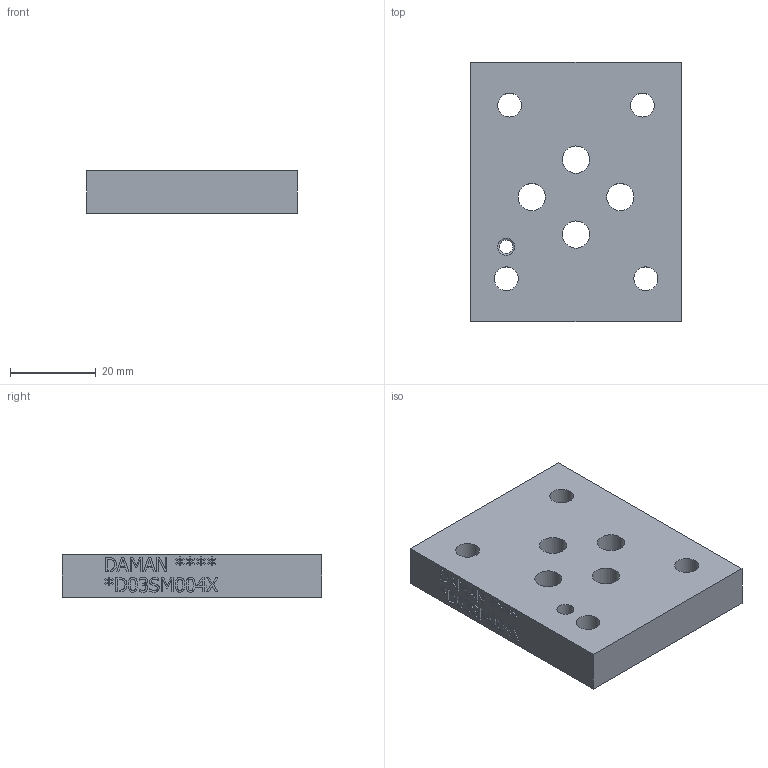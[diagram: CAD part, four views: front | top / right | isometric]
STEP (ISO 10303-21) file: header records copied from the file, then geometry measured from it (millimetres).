
FILE_DESCRIPTION(/* description */ (''),/* implementation_level */ '2;1');
FILE_NAME(/* name */ '_D03SM004X.stp',/* time_stamp */ '2020-08-17T15:14:29-04:00',/* author */ ('stevenb'),/* organization */ (''),/* preprocessor_version */ 'ST-DEVELOPER v17',/* originating_system */ 'Autodesk Inventor 2019',/* authorisation */ '');
FILE_SCHEMA (('AUTOMOTIVE_DESIGN { 1 0 10303 214 3 1 1 }'));
Length unit declared in the file: millimetre
Products named in the file (1): _D03SM004X
Bounding box: 49.02 x 60.45 x 9.91 mm (x, y, z)
Volume: 26587.7 mm3; surface area: 9612.4 mm2
Topology: 1 solids, 1 shells, 337 faces, 925 edges, 621 vertices
Faces by surface type: plane 235, bspline 87, cylinder 14, cone 1
Full cylindrical faces by diameter (mm): 3.175 x1, 3.962 x1, 5.563 x4, 6.35 x4, 12.7 x4
Entity records: 11428 total; most frequent: CARTESIAN_POINT 3015, ORIENTED_EDGE 1850, DIRECTION 1296, EDGE_CURVE 925, LINE 708, VECTOR 708, VERTEX_POINT 621, EDGE_LOOP 386
